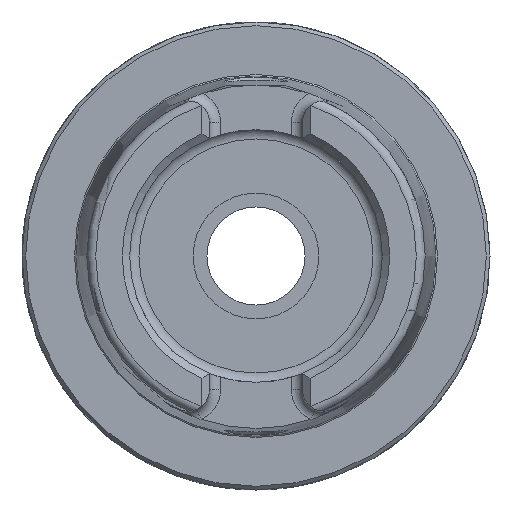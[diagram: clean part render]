
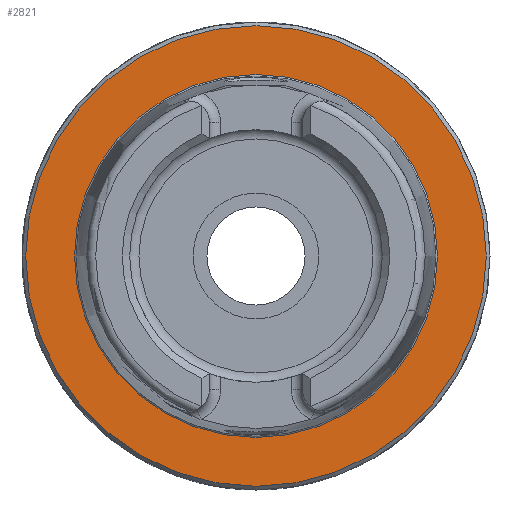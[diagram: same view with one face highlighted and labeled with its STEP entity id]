
A CAD part, left-side view. The second image highlights one B-rep face of the part: STEP entity #2821.
In plain terms, the highlighted planar face has unit normal (-1, 0, 0).
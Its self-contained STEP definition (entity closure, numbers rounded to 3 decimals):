
#47=FACE_BOUND('',#758,.T.);
#91=PLANE('',#3220);
#603=FACE_OUTER_BOUND('',#757,.T.);
#757=EDGE_LOOP('',(#2632,#2633));
#758=EDGE_LOOP('',(#2634,#2635));
#995=CIRCLE('',#3218,24.433);
#996=CIRCLE('',#3219,24.433);
#997=CIRCLE('',#3221,31.);
#998=CIRCLE('',#3222,31.);
#1303=VERTEX_POINT('',#6014);
#1304=VERTEX_POINT('',#6016);
#1305=VERTEX_POINT('',#6020);
#1306=VERTEX_POINT('',#6021);
#1747=EDGE_CURVE('',#1304,#1303,#995,.T.);
#1748=EDGE_CURVE('',#1303,#1304,#996,.T.);
#1749=EDGE_CURVE('',#1305,#1306,#997,.T.);
#1750=EDGE_CURVE('',#1306,#1305,#998,.T.);
#2632=ORIENTED_EDGE('',*,*,#1749,.F.);
#2633=ORIENTED_EDGE('',*,*,#1750,.F.);
#2634=ORIENTED_EDGE('',*,*,#1747,.T.);
#2635=ORIENTED_EDGE('',*,*,#1748,.T.);
#2821=ADVANCED_FACE('',(#603,#47),#91,.T.);
#3218=AXIS2_PLACEMENT_3D('',#6017,#4097,#4098);
#3219=AXIS2_PLACEMENT_3D('',#6018,#4099,#4100);
#3220=AXIS2_PLACEMENT_3D('',#6019,#4101,#4102);
#3221=AXIS2_PLACEMENT_3D('',#6022,#4103,#4104);
#3222=AXIS2_PLACEMENT_3D('',#6023,#4105,#4106);
#4097=DIRECTION('center_axis',(1.,0.,0.));
#4098=DIRECTION('ref_axis',(0.,0.,-1.));
#4099=DIRECTION('center_axis',(1.,0.,0.));
#4100=DIRECTION('ref_axis',(0.,0.,-1.));
#4101=DIRECTION('center_axis',(-1.,0.,0.));
#4102=DIRECTION('ref_axis',(0.,0.,1.));
#4103=DIRECTION('center_axis',(1.,0.,0.));
#4104=DIRECTION('ref_axis',(0.,0.,-1.));
#4105=DIRECTION('center_axis',(1.,0.,0.));
#4106=DIRECTION('ref_axis',(0.,0.,-1.));
#6014=CARTESIAN_POINT('',(0.,0.,24.433));
#6016=CARTESIAN_POINT('',(0.,24.433,0.));
#6017=CARTESIAN_POINT('Origin',(0.,0.,0.));
#6018=CARTESIAN_POINT('Origin',(0.,0.,0.));
#6019=CARTESIAN_POINT('Origin',(0.,31.,0.));
#6020=CARTESIAN_POINT('',(0.,31.,0.));
#6021=CARTESIAN_POINT('',(0.,-31.,0.));
#6022=CARTESIAN_POINT('Origin',(0.,0.,0.));
#6023=CARTESIAN_POINT('Origin',(0.,0.,0.));
